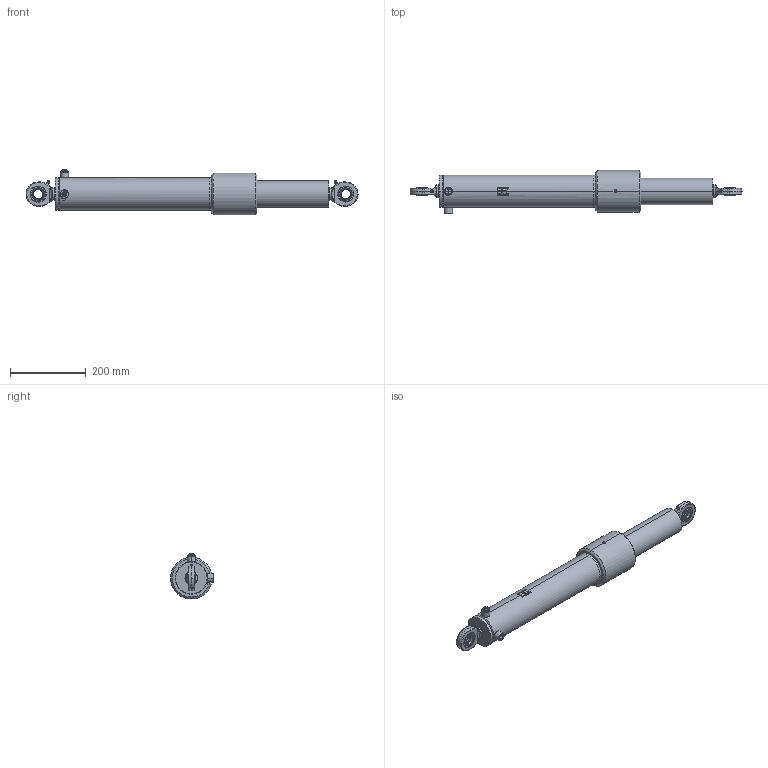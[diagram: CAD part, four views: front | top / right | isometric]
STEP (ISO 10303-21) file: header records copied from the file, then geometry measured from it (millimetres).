
FILE_DESCRIPTION (( 'STEP AP214' ), '1' );
FILE_NAME ('CFGCY0065489-Cylinder.step', '2024-04-10T04:58:28', ( 'Kramp IT' ), ( 'Kramp' ), 'SwSTEP 2.0', 'SolidWorks 2021', '' );
FILE_SCHEMA (( 'AUTOMOTIVE_DESIGN' ));
Length unit declared in the file: millimetre
Products named in the file (18): GK25DO-RD; Tube-WA_Simplified; Rod-WA_Simplified; PC2907007_Simplified; MATE-AID; DC3907501; Rod_Simplified; CFGCY0065489-Cylinder; SP04M; Tube_Simplified; PC2907007VM_Simplified; 7993RW70; GK25DO-EC; GK25DO; Tube-MA_Simplified; PC2907003; LSN04E
Assembly tree (19 placements, depth 4):
  MATE-AID
  CFGCY0065489-Cylinder
    Tube-WA_Simplified
      Tube-MA_Simplified
        Tube_Simplified
      LSN04E  x2
      DC3907501
        DC3907501
      GK25DO-EC
        GK25DO
    Rod-WA_Simplified
      Rod_Simplified
      GK25DO-RD
        GK25DO
    PC2907007VM_Simplified
      PC2907007_Simplified
    7993RW70
    PC2907003
    SP04M  x2
Bounding box: 874.37 x 113.5 x 121 mm (x, y, z)
Volume: 4100759.3 mm3; surface area: 544089 mm2
Topology: 20 solids, 20 shells, 623 faces, 1477 edges, 908 vertices
Faces by surface type: cylinder 201, plane 174, cone 128, bspline 108, torus 12
Entity records: 20149 total; most frequent: CARTESIAN_POINT 8042, DIRECTION 1859, ORIENTED_EDGE 1784, EDGE_CURVE 892, AXIS2_PLACEMENT_3D 754, VERTEX_POINT 554, EDGE_LOOP 428, CIRCLE 399
